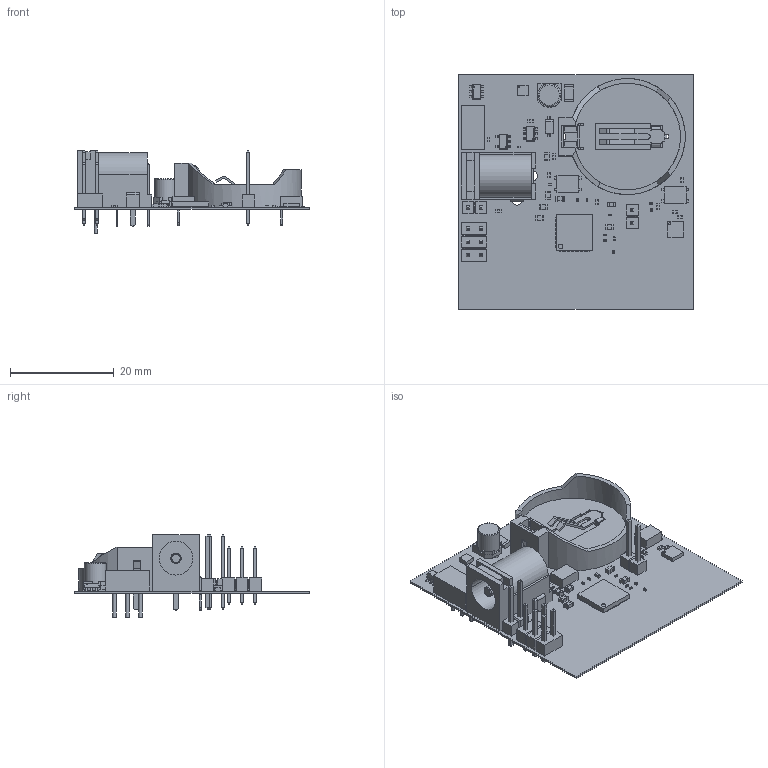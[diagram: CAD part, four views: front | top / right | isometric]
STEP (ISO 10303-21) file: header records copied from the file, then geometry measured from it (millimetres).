
FILE_DESCRIPTION(('Open CASCADE Model'),'2;1');
FILE_NAME('Open CASCADE Shape Model','2020-04-02T16:11:24',('Author'),( 'Open CASCADE'),'Open CASCADE STEP processor 6.8','Open CASCADE 6.8' ,'Unknown');
FILE_SCHEMA(('AUTOMOTIVE_DESIGN { 1 0 10303 214 1 1 1 1 }'));
Products named in the file (1): PCB
Bounding box: 45.2 x 45.2 x 15.85 mm (x, y, z)
Volume: 2500 mm3; surface area: 8633.4 mm2
Topology: 199 solids, 487 shells, 2370 faces, 5929 edges, 4102 vertices
Faces by surface type: plane 1628, cylinder 592, sphere 144, torus 2, bspline 2, cone 2
Full cylindrical faces by diameter (mm): 0.2 x3, 0.25 x1, 0.375 x1, 0.6 x9, 0.8 x3, 0.875 x1, 1.15 x10, 1.17 x1, 1.5 x1, 1.9 x3, 4.2 x1
Entity records: 72323 total; most frequent: CARTESIAN_POINT 12372, DIRECTION 11943, ORIENTED_EDGE 10182, EDGE_CURVE 5785, LINE 4337, VECTOR 4337, VERTEX_POINT 4102, AXIS2_PLACEMENT_3D 3803
